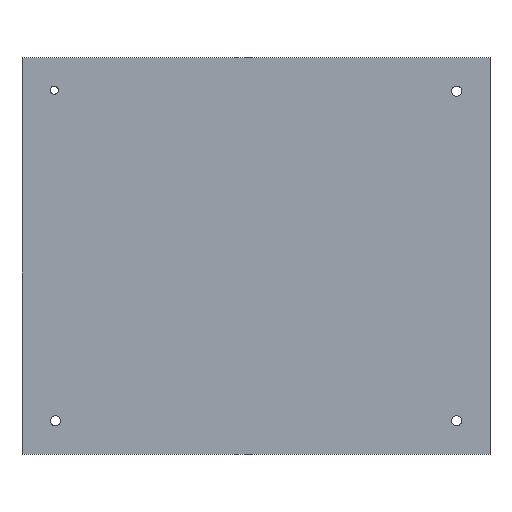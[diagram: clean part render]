
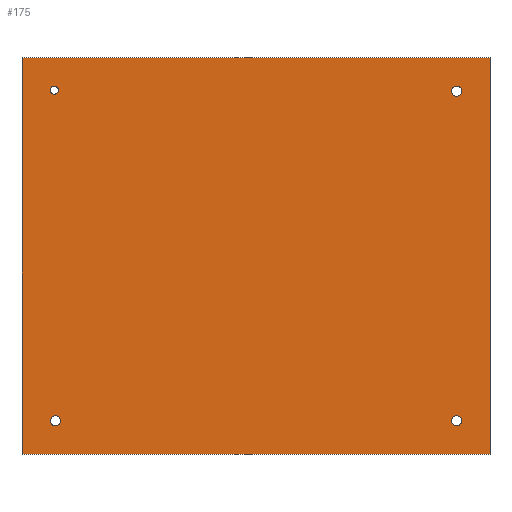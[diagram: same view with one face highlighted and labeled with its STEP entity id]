
A CAD part, top view. The second image highlights one B-rep face of the part: STEP entity #175.
In plain terms, the highlighted planar face has unit normal (0, 0, 1).
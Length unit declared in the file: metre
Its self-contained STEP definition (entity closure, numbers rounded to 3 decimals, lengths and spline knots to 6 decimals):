
#20=LINE('',#292,#32);
#21=LINE('',#295,#33);
#22=LINE('',#297,#34);
#23=LINE('',#299,#35);
#32=VECTOR('',#241,1.);
#33=VECTOR('',#242,1.);
#34=VECTOR('',#243,1.);
#35=VECTOR('',#244,1.);
#48=ORIENTED_EDGE('',*,*,#88,.F.);
#49=ORIENTED_EDGE('',*,*,#89,.F.);
#50=ORIENTED_EDGE('',*,*,#90,.F.);
#51=ORIENTED_EDGE('',*,*,#91,.F.);
#52=ORIENTED_EDGE('',*,*,#92,.F.);
#53=ORIENTED_EDGE('',*,*,#93,.F.);
#54=ORIENTED_EDGE('',*,*,#94,.T.);
#55=ORIENTED_EDGE('',*,*,#95,.T.);
#88=EDGE_CURVE('',#108,#108,#120,.T.);
#89=EDGE_CURVE('',#109,#109,#121,.T.);
#90=EDGE_CURVE('',#110,#110,#122,.T.);
#91=EDGE_CURVE('',#111,#111,#123,.T.);
#92=EDGE_CURVE('',#112,#113,#20,.T.);
#93=EDGE_CURVE('',#114,#112,#21,.T.);
#94=EDGE_CURVE('',#114,#115,#22,.T.);
#95=EDGE_CURVE('',#115,#113,#23,.T.);
#108=VERTEX_POINT('',#285);
#109=VERTEX_POINT('',#287);
#110=VERTEX_POINT('',#289);
#111=VERTEX_POINT('',#291);
#112=VERTEX_POINT('',#293);
#113=VERTEX_POINT('',#294);
#114=VERTEX_POINT('',#296);
#115=VERTEX_POINT('',#298);
#120=CIRCLE('',#203,0.001607);
#121=CIRCLE('',#204,0.002005);
#122=CIRCLE('',#205,0.001972);
#123=CIRCLE('',#206,0.001988);
#129=EDGE_LOOP('',(#48));
#130=EDGE_LOOP('',(#49));
#131=EDGE_LOOP('',(#50));
#132=EDGE_LOOP('',(#51));
#133=EDGE_LOOP('',(#52,#53,#54,#55));
#151=FACE_BOUND('',#129,.T.);
#152=FACE_BOUND('',#130,.T.);
#153=FACE_BOUND('',#131,.T.);
#154=FACE_BOUND('',#132,.T.);
#155=FACE_BOUND('',#133,.T.);
#169=PLANE('',#202);
#175=ADVANCED_FACE('',(#151,#152,#153,#154,#155),#169,.T.);
#202=AXIS2_PLACEMENT_3D('',#283,#231,#232);
#203=AXIS2_PLACEMENT_3D('',#284,#233,#234);
#204=AXIS2_PLACEMENT_3D('',#286,#235,#236);
#205=AXIS2_PLACEMENT_3D('',#288,#237,#238);
#206=AXIS2_PLACEMENT_3D('',#290,#239,#240);
#231=DIRECTION('',(0.,0.,1.));
#232=DIRECTION('',(1.,0.,0.));
#233=DIRECTION('',(0.,0.,1.));
#234=DIRECTION('',(1.,0.,0.));
#235=DIRECTION('',(0.,0.,1.));
#236=DIRECTION('',(1.,0.,0.));
#237=DIRECTION('',(0.,0.,1.));
#238=DIRECTION('',(1.,0.,0.));
#239=DIRECTION('',(0.,0.,1.));
#240=DIRECTION('',(1.,0.,0.));
#241=DIRECTION('',(0.,-1.,0.));
#242=DIRECTION('',(1.,0.,0.));
#243=DIRECTION('',(0.,-1.,0.));
#244=DIRECTION('',(1.,0.,0.));
#283=CARTESIAN_POINT('',(0.020036,-0.035232,0.005));
#284=CARTESIAN_POINT('',(-0.059345,0.030048,0.005));
#285=CARTESIAN_POINT('',(-0.057739,0.030048,0.005));
#286=CARTESIAN_POINT('',(0.099011,0.029623,0.005));
#287=CARTESIAN_POINT('',(0.101016,0.029623,0.005));
#288=CARTESIAN_POINT('',(0.099011,-0.100084,0.005));
#289=CARTESIAN_POINT('',(0.100983,-0.100084,0.005));
#290=CARTESIAN_POINT('',(-0.058917,-0.10008,0.005));
#291=CARTESIAN_POINT('',(-0.056929,-0.10008,0.005));
#292=CARTESIAN_POINT('',(0.112126,-0.035232,0.005));
#293=CARTESIAN_POINT('',(0.112126,0.042741,0.005));
#294=CARTESIAN_POINT('',(0.112126,-0.113205,0.005));
#295=CARTESIAN_POINT('',(0.020036,0.042741,0.005));
#296=CARTESIAN_POINT('',(-0.072053,0.042741,0.005));
#297=CARTESIAN_POINT('',(-0.072053,-0.035232,0.005));
#298=CARTESIAN_POINT('',(-0.072053,-0.113205,0.005));
#299=CARTESIAN_POINT('',(0.020036,-0.113205,0.005));
